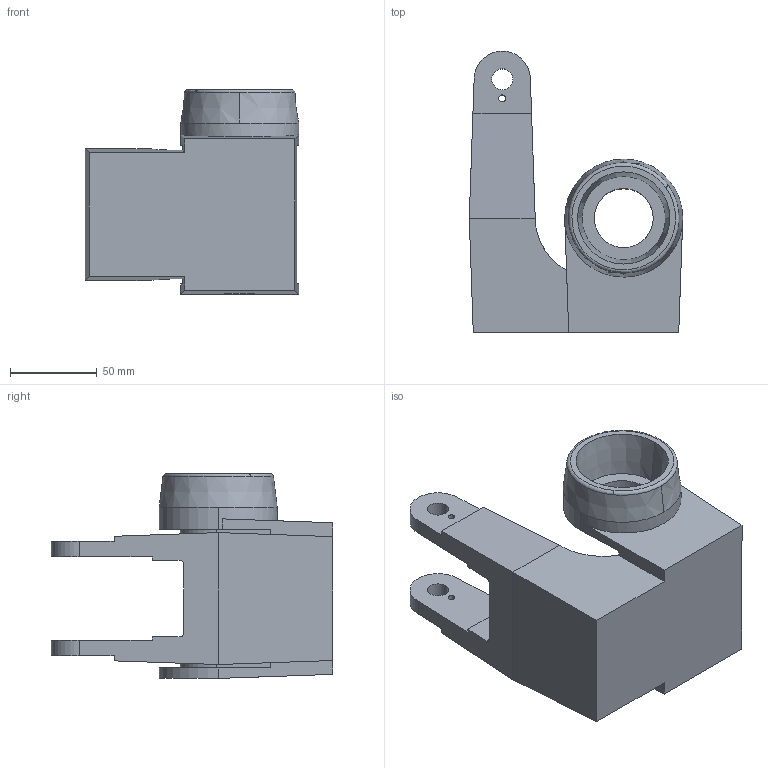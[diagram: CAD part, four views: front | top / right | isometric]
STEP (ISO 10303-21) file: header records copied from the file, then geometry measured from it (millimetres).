
FILE_DESCRIPTION (( 'STEP AP203' ), '1' );
FILE_NAME ('Chaise_Défaut_sldprt.STEP', '2019-10-29T08:20:12', ( '' ), ( '' ), 'SwSTEP 2.0', 'SolidWorks 2017', '' );
FILE_SCHEMA (( 'CONFIG_CONTROL_DESIGN' ));
Length unit declared in the file: millimetre
Products named in the file (1): Chaise_Défaut_sldprt
Bounding box: 123 x 162.21 x 118 mm (x, y, z)
Volume: 633323.4 mm3; surface area: 84789.7 mm2
Topology: 1 solids, 1 shells, 68 faces, 190 edges, 124 vertices
Faces by surface type: plane 40, cylinder 22, cone 4, bspline 2
Entity records: 2295 total; most frequent: CARTESIAN_POINT 439, ORIENTED_EDGE 380, DIRECTION 364, EDGE_CURVE 190, LINE 126, VECTOR 126, VERTEX_POINT 124, AXIS2_PLACEMENT_3D 119
